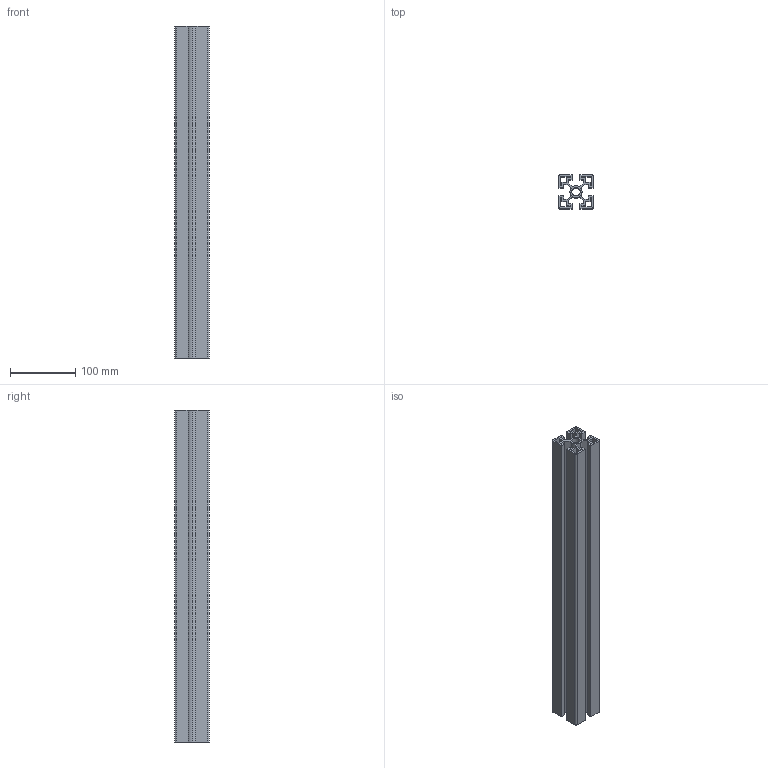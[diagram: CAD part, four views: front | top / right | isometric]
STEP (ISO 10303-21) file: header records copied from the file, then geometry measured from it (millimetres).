
FILE_DESCRIPTION(/* description */ (''),/* implementation_level */ '2;1');
FILE_NAME(/* name */ 'extruded_aluminum_20_in_f360 v2.step',/* time_stamp */ '2023-03-01T11:18:19-05:00',/* author */ (''),/* organization */ (''),/* preprocessor_version */ 'ST-DEVELOPER v19.2',/* originating_system */ 'Autodesk Translation Framework v11.17.0.187',/* authorisation */ '');
FILE_SCHEMA (('AUTOMOTIVE_DESIGN { 1 0 10303 214 3 1 1 }'));
Length unit declared in the file: millimetre
Products named in the file (1): extruded_aluminum_20_in_f360
Bounding box: 52.13 x 52.39 x 508 mm (x, y, z)
Volume: 522878.9 mm3; surface area: 350324 mm2
Topology: 1 solids, 1 shells, 87 faces, 255 edges, 170 vertices
Faces by surface type: plane 74, cylinder 13
Full cylindrical faces by diameter (mm): 12.658 x1
Entity records: 2908 total; most frequent: CARTESIAN_POINT 513, ORIENTED_EDGE 510, DIRECTION 457, EDGE_CURVE 255, LINE 229, VECTOR 229, VERTEX_POINT 170, AXIS2_PLACEMENT_3D 114
